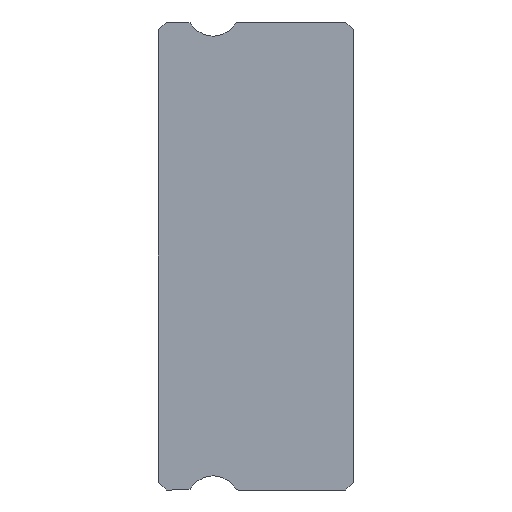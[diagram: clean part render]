
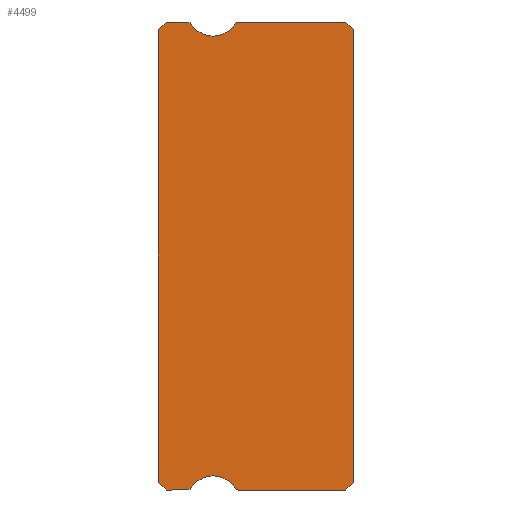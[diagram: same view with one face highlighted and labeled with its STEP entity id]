
A CAD part, left-side view. The second image highlights one B-rep face of the part: STEP entity #4499.
In plain terms, the highlighted planar face has unit normal (-1, 0, 0).
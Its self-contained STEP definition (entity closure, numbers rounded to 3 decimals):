
#18 = CARTESIAN_POINT ( 'NONE',  ( -15., 6.381, -9. ) ) ;
#20 = CARTESIAN_POINT ( 'NONE',  ( -15., 0.3, -9. ) ) ;
#154 = ORIENTED_EDGE ( 'NONE', *, *, #3610, .F. ) ;
#169 = ORIENTED_EDGE ( 'NONE', *, *, #5112, .F. ) ;
#198 = DIRECTION ( 'NONE',  ( 0., 0., -1. ) ) ;
#237 = EDGE_CURVE ( 'NONE', #5548, #2193, #2408, .T. ) ;
#242 = DIRECTION ( 'NONE',  ( 0., -0.707, -0.707 ) ) ;
#266 = CIRCLE ( 'NONE', #367, 1. ) ;
#335 = DIRECTION ( 'NONE',  ( 0., 1., 0. ) ) ;
#352 = LINE ( 'NONE', #5592, #5626 ) ;
#367 = AXIS2_PLACEMENT_3D ( 'NONE', #520, #1017, #3611 ) ;
#389 = CARTESIAN_POINT ( 'NONE',  ( -15., 6.381, -9. ) ) ;
#395 = CARTESIAN_POINT ( 'NONE',  ( -15., 7.2, 9. ) ) ;
#449 = CIRCLE ( 'NONE', #1576, 0.15 ) ;
#487 = EDGE_CURVE ( 'NONE', #2728, #4149, #2287, .T. ) ;
#504 = VECTOR ( 'NONE', #1805, 1000. ) ;
#520 = CARTESIAN_POINT ( 'NONE',  ( -15., 5.4, -9.45 ) ) ;
#585 = AXIS2_PLACEMENT_3D ( 'NONE', #1284, #4301, #752 ) ;
#681 = CARTESIAN_POINT ( 'NONE',  ( -15., 4.419, 8.85 ) ) ;
#732 = ORIENTED_EDGE ( 'NONE', *, *, #1964, .F. ) ;
#734 = CIRCLE ( 'NONE', #1859, 0.15 ) ;
#738 = DIRECTION ( 'NONE',  ( 1., 0., 0. ) ) ;
#752 = DIRECTION ( 'NONE',  ( 0., 0., -1. ) ) ;
#765 = CARTESIAN_POINT ( 'NONE',  ( -15., 6.381, 8.85 ) ) ;
#779 = CARTESIAN_POINT ( 'NONE',  ( -15., 6.381, 9. ) ) ;
#790 = CIRCLE ( 'NONE', #4688, 0.15 ) ;
#795 = ORIENTED_EDGE ( 'NONE', *, *, #1894, .F. ) ;
#862 = ORIENTED_EDGE ( 'NONE', *, *, #5509, .F. ) ;
#942 = EDGE_CURVE ( 'NONE', #5460, #2711, #5258, .T. ) ;
#948 = CARTESIAN_POINT ( 'NONE',  ( -15., 7.5, -8.7 ) ) ;
#982 = CARTESIAN_POINT ( 'NONE',  ( -15., 4.419, 9. ) ) ;
#1017 = DIRECTION ( 'NONE',  ( -1., 0., 0. ) ) ;
#1051 = ORIENTED_EDGE ( 'NONE', *, *, #4256, .F. ) ;
#1070 = ORIENTED_EDGE ( 'NONE', *, *, #237, .F. ) ;
#1090 = CARTESIAN_POINT ( 'NONE',  ( -15., 6.381, 8.85 ) ) ;
#1092 = EDGE_LOOP ( 'NONE', ( #862, #2604, #2375, #1940, #4985, #5748, #154, #3698, #2980, #795, #4691, #732, #169, #1070, #1051, #2556, #5623 ) ) ;
#1132 = VECTOR ( 'NONE', #1259, 1000. ) ;
#1183 = VECTOR ( 'NONE', #5723, 1000. ) ;
#1204 = LINE ( 'NONE', #5227, #1132 ) ;
#1208 = VERTEX_POINT ( 'NONE', #2201 ) ;
#1211 = LINE ( 'NONE', #18, #1183 ) ;
#1259 = DIRECTION ( 'NONE',  ( 0., 0.707, -0.707 ) ) ;
#1284 = CARTESIAN_POINT ( 'NONE',  ( -15., 5.4, 9.45 ) ) ;
#1339 = CARTESIAN_POINT ( 'NONE',  ( -15., 5.4, 8.45 ) ) ;
#1576 = AXIS2_PLACEMENT_3D ( 'NONE', #765, #5761, #1800 ) ;
#1690 = VERTEX_POINT ( 'NONE', #2981 ) ;
#1782 = VERTEX_POINT ( 'NONE', #982 ) ;
#1800 = DIRECTION ( 'NONE',  ( 0., 0., -1. ) ) ;
#1805 = DIRECTION ( 'NONE',  ( 0., 0., 1. ) ) ;
#1846 = DIRECTION ( 'NONE',  ( 0., 0.707, -0.707 ) ) ;
#1859 = AXIS2_PLACEMENT_3D ( 'NONE', #4719, #738, #3445 ) ;
#1866 = LINE ( 'NONE', #3622, #504 ) ;
#1894 = EDGE_CURVE ( 'NONE', #4488, #4149, #3375, .T. ) ;
#1924 = VECTOR ( 'NONE', #242, 1000. ) ;
#1927 = DIRECTION ( 'NONE',  ( 1., 0., 0. ) ) ;
#1939 = DIRECTION ( 'NONE',  ( 0., -1., 0. ) ) ;
#1940 = ORIENTED_EDGE ( 'NONE', *, *, #4148, .F. ) ;
#1964 = EDGE_CURVE ( 'NONE', #4130, #1782, #790, .T. ) ;
#1968 = CARTESIAN_POINT ( 'NONE',  ( -15., 4.547, -8.928 ) ) ;
#2041 = CARTESIAN_POINT ( 'NONE',  ( -15., 0.3, 9. ) ) ;
#2132 = VERTEX_POINT ( 'NONE', #389 ) ;
#2193 = VERTEX_POINT ( 'NONE', #1339 ) ;
#2201 = CARTESIAN_POINT ( 'NONE',  ( -15., 7.2, -9. ) ) ;
#2213 = EDGE_CURVE ( 'NONE', #3394, #1208, #4139, .T. ) ;
#2286 = CARTESIAN_POINT ( 'NONE',  ( -15., 7.5, 8.7 ) ) ;
#2287 = LINE ( 'NONE', #4382, #2494 ) ;
#2349 = AXIS2_PLACEMENT_3D ( 'NONE', #1090, #5493, #198 ) ;
#2375 = ORIENTED_EDGE ( 'NONE', *, *, #5676, .T. ) ;
#2408 = CIRCLE ( 'NONE', #3868, 1. ) ;
#2494 = VECTOR ( 'NONE', #4900, 1000. ) ;
#2510 = DIRECTION ( 'NONE',  ( 0., 1., 0. ) ) ;
#2556 = ORIENTED_EDGE ( 'NONE', *, *, #5102, .T. ) ;
#2579 = DIRECTION ( 'NONE',  ( -1., 0., 0. ) ) ;
#2604 = ORIENTED_EDGE ( 'NONE', *, *, #2213, .T. ) ;
#2664 = LINE ( 'NONE', #2286, #3779 ) ;
#2696 = CARTESIAN_POINT ( 'NONE',  ( -15., 6.253, -8.928 ) ) ;
#2711 = VERTEX_POINT ( 'NONE', #1968 ) ;
#2728 = VERTEX_POINT ( 'NONE', #3782 ) ;
#2730 = CARTESIAN_POINT ( 'NONE',  ( -15., 6.381, 9. ) ) ;
#2835 = VECTOR ( 'NONE', #335, 1000. ) ;
#2850 = FACE_OUTER_BOUND ( 'NONE', #1092, .T. ) ;
#2854 = CARTESIAN_POINT ( 'NONE',  ( -15., 7.2, -9. ) ) ;
#2905 = VECTOR ( 'NONE', #4444, 1000. ) ;
#2980 = ORIENTED_EDGE ( 'NONE', *, *, #487, .T. ) ;
#2981 = CARTESIAN_POINT ( 'NONE',  ( -15., 7.5, 8.7 ) ) ;
#3021 = EDGE_CURVE ( 'NONE', #4594, #1690, #2664, .T. ) ;
#3043 = DIRECTION ( 'NONE',  ( 0., 0., -1. ) ) ;
#3375 = LINE ( 'NONE', #2041, #1924 ) ;
#3394 = VERTEX_POINT ( 'NONE', #948 ) ;
#3445 = DIRECTION ( 'NONE',  ( 0., 0., -1. ) ) ;
#3502 = DIRECTION ( 'NONE',  ( 0., 0., -1. ) ) ;
#3560 = CIRCLE ( 'NONE', #585, 1. ) ;
#3610 = EDGE_CURVE ( 'NONE', #4645, #5460, #352, .T. ) ;
#3611 = DIRECTION ( 'NONE',  ( 0., 0., -1. ) ) ;
#3622 = CARTESIAN_POINT ( 'NONE',  ( -15., 7.5, 8.85 ) ) ;
#3698 = ORIENTED_EDGE ( 'NONE', *, *, #4615, .F. ) ;
#3770 = AXIS2_PLACEMENT_3D ( 'NONE', #5670, #4771, #3502 ) ;
#3779 = VECTOR ( 'NONE', #1846, 1000. ) ;
#3782 = CARTESIAN_POINT ( 'NONE',  ( -15., 0., -8.7 ) ) ;
#3795 = CARTESIAN_POINT ( 'NONE',  ( -15., 4.547, 8.928 ) ) ;
#3868 = AXIS2_PLACEMENT_3D ( 'NONE', #3928, #2579, #3043 ) ;
#3878 = CARTESIAN_POINT ( 'NONE',  ( -15., 0., 8.7 ) ) ;
#3928 = CARTESIAN_POINT ( 'NONE',  ( -15., 5.4, 9.45 ) ) ;
#4130 = VERTEX_POINT ( 'NONE', #3795 ) ;
#4139 = LINE ( 'NONE', #2854, #2905 ) ;
#4148 = EDGE_CURVE ( 'NONE', #5325, #2132, #734, .T. ) ;
#4149 = VERTEX_POINT ( 'NONE', #3878 ) ;
#4256 = EDGE_CURVE ( 'NONE', #5192, #5548, #449, .T. ) ;
#4301 = DIRECTION ( 'NONE',  ( -1., 0., 0. ) ) ;
#4382 = CARTESIAN_POINT ( 'NONE',  ( -15., 0., 8.7 ) ) ;
#4408 = CARTESIAN_POINT ( 'NONE',  ( -15., 4.419, -9. ) ) ;
#4444 = DIRECTION ( 'NONE',  ( 0., -0.707, -0.707 ) ) ;
#4488 = VERTEX_POINT ( 'NONE', #5064 ) ;
#4499 = ADVANCED_FACE ( 'NONE', ( #2850 ), #4599, .F. ) ;
#4594 = VERTEX_POINT ( 'NONE', #5724 ) ;
#4599 = PLANE ( 'NONE',  #2349 ) ;
#4615 = EDGE_CURVE ( 'NONE', #2728, #4645, #1204, .T. ) ;
#4645 = VERTEX_POINT ( 'NONE', #20 ) ;
#4647 = VECTOR ( 'NONE', #1939, 1000. ) ;
#4688 = AXIS2_PLACEMENT_3D ( 'NONE', #681, #1927, #5134 ) ;
#4691 = ORIENTED_EDGE ( 'NONE', *, *, #4885, .F. ) ;
#4719 = CARTESIAN_POINT ( 'NONE',  ( -15., 6.381, -8.85 ) ) ;
#4749 = EDGE_CURVE ( 'NONE', #2711, #5325, #266, .T. ) ;
#4771 = DIRECTION ( 'NONE',  ( 1., 0., 0. ) ) ;
#4885 = EDGE_CURVE ( 'NONE', #1782, #4488, #5375, .T. ) ;
#4900 = DIRECTION ( 'NONE',  ( 0., 0., 1. ) ) ;
#4985 = ORIENTED_EDGE ( 'NONE', *, *, #4749, .F. ) ;
#5064 = CARTESIAN_POINT ( 'NONE',  ( -15., 0.3, 9. ) ) ;
#5102 = EDGE_CURVE ( 'NONE', #5192, #4594, #5141, .T. ) ;
#5112 = EDGE_CURVE ( 'NONE', #2193, #4130, #3560, .T. ) ;
#5134 = DIRECTION ( 'NONE',  ( 0., 0., -1. ) ) ;
#5141 = LINE ( 'NONE', #395, #2835 ) ;
#5153 = CARTESIAN_POINT ( 'NONE',  ( -15., 6.253, 8.928 ) ) ;
#5192 = VERTEX_POINT ( 'NONE', #779 ) ;
#5227 = CARTESIAN_POINT ( 'NONE',  ( -15., 0., -8.7 ) ) ;
#5258 = CIRCLE ( 'NONE', #3770, 0.15 ) ;
#5325 = VERTEX_POINT ( 'NONE', #2696 ) ;
#5375 = LINE ( 'NONE', #2730, #4647 ) ;
#5460 = VERTEX_POINT ( 'NONE', #4408 ) ;
#5493 = DIRECTION ( 'NONE',  ( 1., 0., 0. ) ) ;
#5509 = EDGE_CURVE ( 'NONE', #3394, #1690, #1866, .T. ) ;
#5548 = VERTEX_POINT ( 'NONE', #5153 ) ;
#5592 = CARTESIAN_POINT ( 'NONE',  ( -15., 6.381, -9. ) ) ;
#5623 = ORIENTED_EDGE ( 'NONE', *, *, #3021, .T. ) ;
#5626 = VECTOR ( 'NONE', #2510, 1000. ) ;
#5670 = CARTESIAN_POINT ( 'NONE',  ( -15., 4.419, -8.85 ) ) ;
#5676 = EDGE_CURVE ( 'NONE', #1208, #2132, #1211, .T. ) ;
#5723 = DIRECTION ( 'NONE',  ( 0., -1., 0. ) ) ;
#5724 = CARTESIAN_POINT ( 'NONE',  ( -15., 7.2, 9. ) ) ;
#5748 = ORIENTED_EDGE ( 'NONE', *, *, #942, .F. ) ;
#5761 = DIRECTION ( 'NONE',  ( 1., 0., 0. ) ) ;
